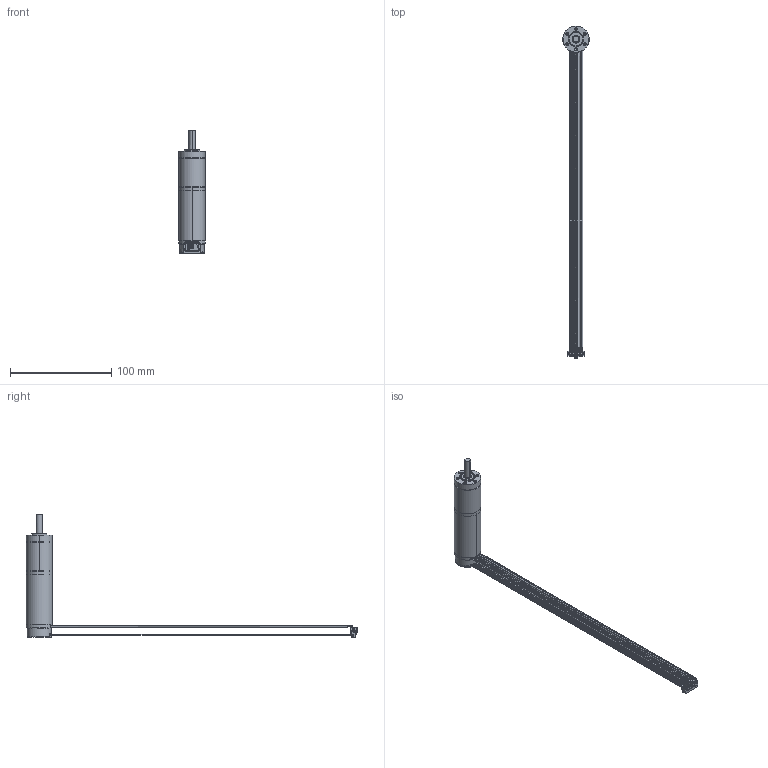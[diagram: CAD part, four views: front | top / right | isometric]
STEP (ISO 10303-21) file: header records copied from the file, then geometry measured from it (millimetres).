
FILE_DESCRIPTION((''),'2;1');
FILE_NAME('4611180000710_SW0001','2023-05-31T11:15:42',('ms27248'),(''),'CREO PARAMETRIC BY PTC INC, 2018100','CREO PARAMETRIC BY PTC INC, 2018100','');
FILE_SCHEMA(('CONFIG_CONTROL_DESIGN'));
Length unit declared in the file: millimetre
Products named in the file (1): 4611180000710_SW0001
Bounding box: 26 x 327.98 x 122.45 mm (x, y, z)
Surface area: 29707.4 mm2 (no closed solid volume)
Topology: 0 solids, 65 shells, 290 faces, 1442 edges, 1178 vertices
Faces by surface type: plane 139, cylinder 60, cone 36, bspline 32, extrusion 13, torus 10
Entity records: 15298 total; most frequent: CARTESIAN_POINT 4308, DIRECTION 2079, ORIENTED_EDGE 1911, EDGE_CURVE 1430, VERTEX_POINT 1178, VECTOR 1131, LINE 1118, AXIS2_PLACEMENT_3D 474
